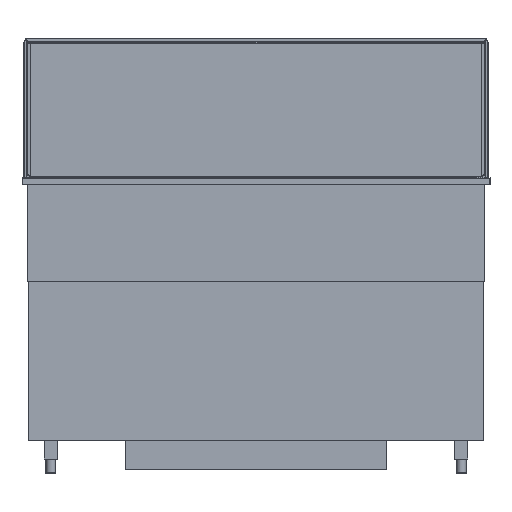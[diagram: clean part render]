
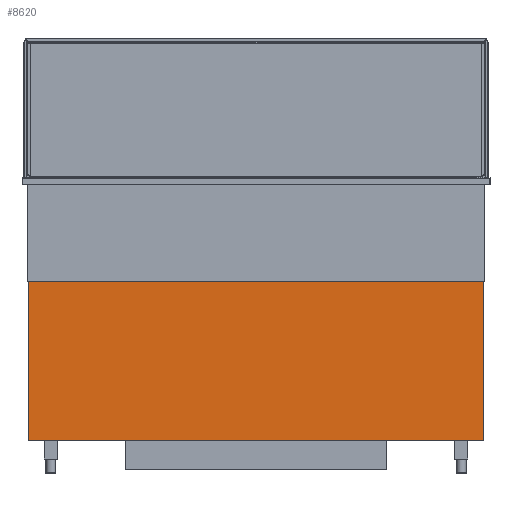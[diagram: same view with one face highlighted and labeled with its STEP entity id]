
A CAD part, top view. The second image highlights one B-rep face of the part: STEP entity #8620.
In plain terms, the highlighted planar face has unit normal (0, 0, 1).
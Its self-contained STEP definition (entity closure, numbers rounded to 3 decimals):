
#269 = DIRECTION ( 'NONE',  ( 0., 0., -1. ) ) ;
#400 = VERTEX_POINT ( 'NONE', #11583 ) ;
#404 = ORIENTED_EDGE ( 'NONE', *, *, #1536, .T. ) ;
#1070 = AXIS2_PLACEMENT_3D ( 'NONE', #5847, #269, #7063 ) ;
#1536 = EDGE_CURVE ( 'NONE', #1790, #9931, #3127, .T. ) ;
#1790 = VERTEX_POINT ( 'NONE', #2563 ) ;
#2563 = CARTESIAN_POINT ( 'NONE',  ( 713.5, -498., 321.5 ) ) ;
#2665 = DIRECTION ( 'NONE',  ( -1., 0., 0. ) ) ;
#3097 = DIRECTION ( 'NONE',  ( 0., 1., 0. ) ) ;
#3127 = LINE ( 'NONE', #4432, #12585 ) ;
#3258 = DIRECTION ( 'NONE',  ( 0., 1., 0. ) ) ;
#3387 = EDGE_CURVE ( 'NONE', #9931, #10403, #13829, .T. ) ;
#3984 = VECTOR ( 'NONE', #3097, 1000. ) ;
#4432 = CARTESIAN_POINT ( 'NONE',  ( 713.5, -498., 321.5 ) ) ;
#4897 = PLANE ( 'NONE',  #1070 ) ;
#5241 = LINE ( 'NONE', #8905, #3984 ) ;
#5585 = CARTESIAN_POINT ( 'NONE',  ( 713.5, 0., 321.5 ) ) ;
#5743 = DIRECTION ( 'NONE',  ( -1., 0., 0. ) ) ;
#5812 = ORIENTED_EDGE ( 'NONE', *, *, #11419, .F. ) ;
#5847 = CARTESIAN_POINT ( 'NONE',  ( -713.5, -498., 321.5 ) ) ;
#6969 = FACE_OUTER_BOUND ( 'NONE', #11854, .T. ) ;
#7063 = DIRECTION ( 'NONE',  ( -1., 0., 0. ) ) ;
#8426 = CARTESIAN_POINT ( 'NONE',  ( -713.5, -498., 321.5 ) ) ;
#8437 = ORIENTED_EDGE ( 'NONE', *, *, #3387, .T. ) ;
#8620 = ADVANCED_FACE ( 'NONE', ( #6969 ), #4897, .F. ) ;
#8905 = CARTESIAN_POINT ( 'NONE',  ( -713.5, -498., 321.5 ) ) ;
#9047 = VECTOR ( 'NONE', #5743, 1000. ) ;
#9241 = CARTESIAN_POINT ( 'NONE',  ( -713.5, 0., 321.5 ) ) ;
#9873 = CARTESIAN_POINT ( 'NONE',  ( -713.5, 0., 321.5 ) ) ;
#9931 = VERTEX_POINT ( 'NONE', #5585 ) ;
#10403 = VERTEX_POINT ( 'NONE', #9873 ) ;
#11419 = EDGE_CURVE ( 'NONE', #1790, #400, #13790, .T. ) ;
#11583 = CARTESIAN_POINT ( 'NONE',  ( -713.5, -498., 321.5 ) ) ;
#11854 = EDGE_LOOP ( 'NONE', ( #8437, #12516, #5812, #404 ) ) ;
#12516 = ORIENTED_EDGE ( 'NONE', *, *, #14847, .F. ) ;
#12585 = VECTOR ( 'NONE', #3258, 1000. ) ;
#13034 = VECTOR ( 'NONE', #2665, 1000. ) ;
#13790 = LINE ( 'NONE', #8426, #13034 ) ;
#13829 = LINE ( 'NONE', #9241, #9047 ) ;
#14847 = EDGE_CURVE ( 'NONE', #400, #10403, #5241, .T. ) ;
